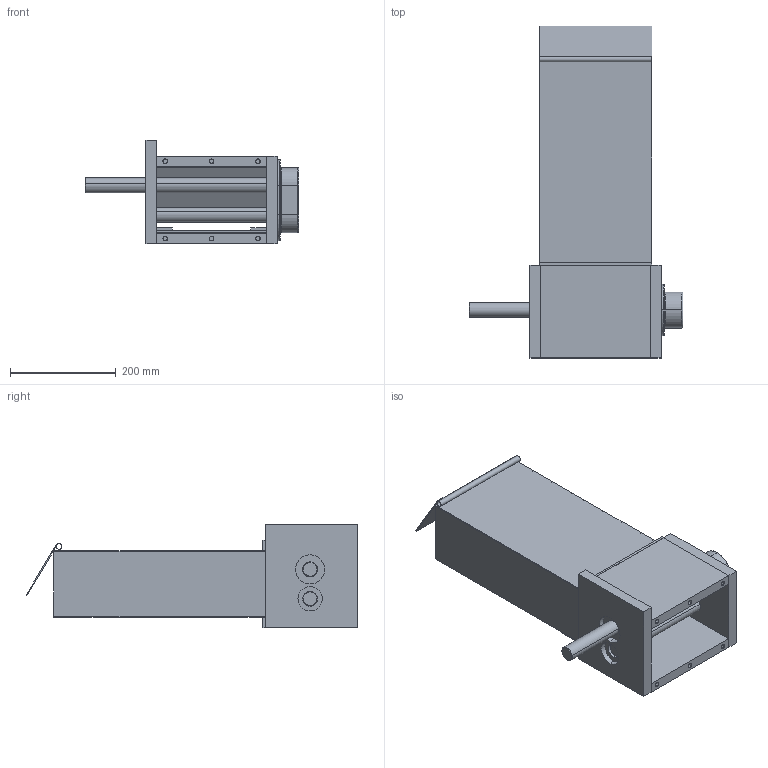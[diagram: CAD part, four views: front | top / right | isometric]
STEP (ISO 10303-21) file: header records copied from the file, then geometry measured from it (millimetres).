
FILE_DESCRIPTION (( 'STEP AP214' ), '1' );
FILE_NAME ('shredder_hopper.STEP', '2020-01-28T09:20:29', ( '' ), ( '' ), 'SwSTEP 2.0', 'SolidWorks 2019', '' );
FILE_SCHEMA (( 'AUTOMOTIVE_DESIGN' ));
Length unit declared in the file: millimetre
Products named in the file (15): Sheet-metal-2mm_Rear; Polycarbonate_sheet; Rear_plate; shredder_hopper; Side_plate; Sheet-metal-2mm_Lid; Shaft_Long; Shaft_Short; Sheet-metal-2mm_Side; End_cap; Front_Plate; Hopper; Bar_30mm wide 5mm thick; Bar_20mm wide 5mm thick; Sheet-metal-2mm_Front
Assembly tree (18 placements, depth 3):
  shredder_hopper
    Front_Plate
    Side_plate  x2
    Rear_plate
    Shaft_Short
    Shaft_Long
    End_cap
    Hopper
      Bar_20mm wide 5mm thick  x2
      Sheet-metal-2mm_Side  x2
      Polycarbonate_sheet
      Bar_30mm wide 5mm thick  x2
      Sheet-metal-2mm_Rear
      Sheet-metal-2mm_Front
      Sheet-metal-2mm_Lid
Bounding box: 404 x 627.54 x 196 mm (x, y, z)
Volume: 3924787.1 mm3; surface area: 1118154.4 mm2
Topology: 16 solids, 18 shells, 255 faces, 558 edges, 356 vertices
Faces by surface type: plane 117, cylinder 94, cone 32, torus 12
Entity records: 5827 total; most frequent: DIRECTION 1004, CARTESIAN_POINT 878, ORIENTED_EDGE 812, EDGE_CURVE 408, AXIS2_PLACEMENT_3D 386, VERTEX_POINT 260, VECTOR 232, LINE 232
